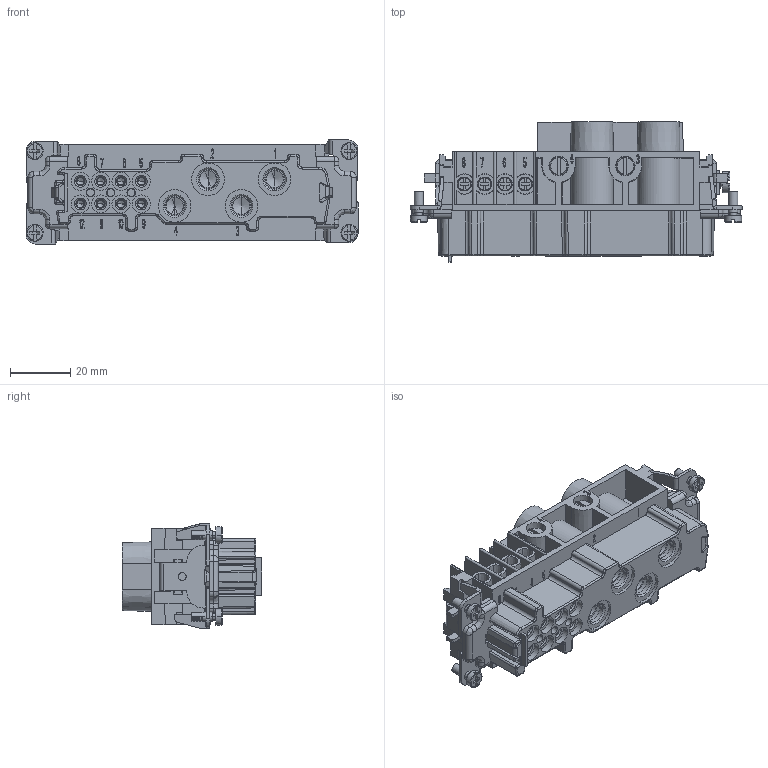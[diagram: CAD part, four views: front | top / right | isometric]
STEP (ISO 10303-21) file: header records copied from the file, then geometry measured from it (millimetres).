
FILE_DESCRIPTION(/* description */ (''),/* implementation_level */ '2;1');
FILE_NAME(/* name */ 'HK-004-8-F.stp',/* time_stamp */ '2023-02-09T00:22:38+08:00',/* author */ (''),/* organization */ (''),/* preprocessor_version */ 'ST-DEVELOPER v16',/* originating_system */ 'SIEMENS PLM Software NX 10.0',/* authorisation */ '');
FILE_SCHEMA (('AUTOMOTIVE_DESIGN { 1 0 10303 214 3 1 1 1 }'));
Products named in the file (1): Admi0A2C26ACrp2a
Bounding box: 109.81 x 46.3 x 34.4 mm (x, y, z)
Volume: 56193.6 mm3; surface area: 52585.2 mm2
Topology: 1 solids, 1 shells, 2863 faces, 7789 edges, 5019 vertices
Faces by surface type: plane 1874, cylinder 499, cone 302, bspline 90, torus 88, sphere 10
Entity records: 96536 total; most frequent: CARTESIAN_POINT 24912, ORIENTED_EDGE 15498, DIRECTION 14028, EDGE_CURVE 7749, LINE 5482, VECTOR 5482, VERTEX_POINT 5019, AXIS2_PLACEMENT_3D 4273
